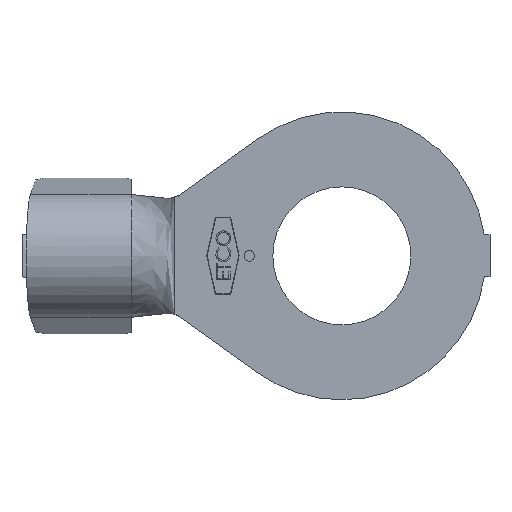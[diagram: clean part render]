
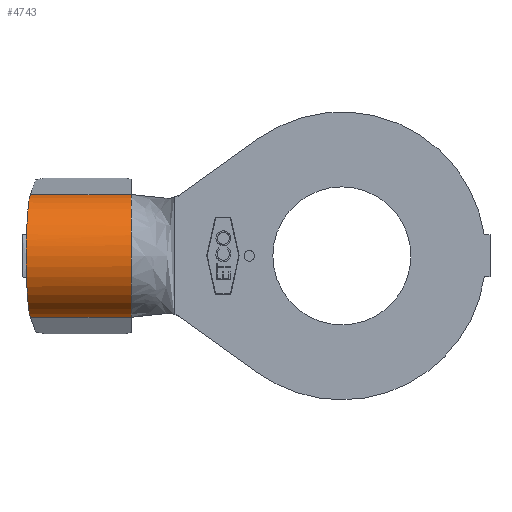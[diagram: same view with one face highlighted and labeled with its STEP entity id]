
A CAD part, front view. The second image highlights one B-rep face of the part: STEP entity #4743.
In plain terms, the highlighted cylindrical face has radius 3.81 mm (diameter 7.62 mm), a partial arc.
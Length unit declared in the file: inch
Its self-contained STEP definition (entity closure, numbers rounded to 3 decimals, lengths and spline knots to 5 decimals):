
#51 = ORIENTED_EDGE ( 'NONE', *, *, #5683, .F. ) ;
#152 = VERTEX_POINT ( 'NONE', #2349 ) ;
#223 = AXIS2_PLACEMENT_3D ( 'NONE', #3310, #343, #3800 ) ;
#316 = ORIENTED_EDGE ( 'NONE', *, *, #2942, .F. ) ;
#333 = DIRECTION ( 'NONE',  ( 1., 0., 0. ) ) ;
#343 = DIRECTION ( 'NONE',  ( 1., 0., 0. ) ) ;
#347 = VECTOR ( 'NONE', #333, 39.37008 ) ;
#351 = CARTESIAN_POINT ( 'NONE',  ( -0.74434, 0.06475, 0.13371 ) ) ;
#419 =( BOUNDED_CURVE ( )  B_SPLINE_CURVE ( 3, ( #2827, #5783, #351, #3810 ),
 .UNSPECIFIED., .F., .F. ) 
 B_SPLINE_CURVE_WITH_KNOTS ( ( 4, 4 ),
 ( 3.48851, 4.47523 ),
 .UNSPECIFIED. ) 
 CURVE ( )  GEOMETRIC_REPRESENTATION_ITEM ( )  RATIONAL_B_SPLINE_CURVE ( ( 1., 0.92, 0.92, 1. ) ) 
 REPRESENTATION_ITEM ( '' )  );
#461 = VERTEX_POINT ( 'NONE', #2783 ) ;
#702 =( BOUNDED_CURVE ( )  B_SPLINE_CURVE ( 3, ( #3420, #2934, #3924, #955 ),
 .UNSPECIFIED., .F., .T. ) 
 B_SPLINE_CURVE_WITH_KNOTS ( ( 4, 4 ),
 ( 1.80796, 2.79468 ),
 .UNSPECIFIED. ) 
 CURVE ( )  GEOMETRIC_REPRESENTATION_ITEM ( )  RATIONAL_B_SPLINE_CURVE ( ( 1., 0.92, 0.92, 1. ) ) 
 REPRESENTATION_ITEM ( '' )  );
#713 = DIRECTION ( 'NONE',  ( 1., 0., 0. ) ) ;
#955 = CARTESIAN_POINT ( 'NONE',  ( -0.74922, 0.00894, -0.051 ) ) ;
#1263 = CARTESIAN_POINT ( 'NONE',  ( -0.73996, 0.11476, -0.1458 ) ) ;
#1461 = VERTEX_POINT ( 'NONE', #2441 ) ;
#1527 = CARTESIAN_POINT ( 'NONE',  ( -0.74922, 0.00894, -0.051 ) ) ;
#1613 = EDGE_CURVE ( 'NONE', #5932, #4489, #3887, .T. ) ;
#1661 = CYLINDRICAL_SURFACE ( 'NONE', #5452, 0.15 ) ;
#1935 = ORIENTED_EDGE ( 'NONE', *, *, #2657, .F. ) ;
#2048 = CARTESIAN_POINT ( 'NONE',  ( -0.75027, -0.0031, 0.0177 ) ) ;
#2111 = FACE_OUTER_BOUND ( 'NONE', #6259, .T. ) ;
#2200 = DIRECTION ( 'NONE',  ( 0., 0., -1. ) ) ;
#2297 = CARTESIAN_POINT ( 'NONE',  ( -0.75, 0.11476, -0.1458 ) ) ;
#2349 = CARTESIAN_POINT ( 'NONE',  ( -0.73996, 0.11476, 0.1458 ) ) ;
#2441 = CARTESIAN_POINT ( 'NONE',  ( -0.5, 0.11476, -0.1458 ) ) ;
#2474 = LINE ( 'NONE', #3526, #5286 ) ;
#2657 = EDGE_CURVE ( 'NONE', #461, #1461, #3331, .T. ) ;
#2783 = CARTESIAN_POINT ( 'NONE',  ( -0.5, 0.11476, 0.1458 ) ) ;
#2827 = CARTESIAN_POINT ( 'NONE',  ( -0.74922, 0.00894, 0.051 ) ) ;
#2934 = CARTESIAN_POINT ( 'NONE',  ( -0.74434, 0.06475, -0.13371 ) ) ;
#2942 = EDGE_CURVE ( 'NONE', #152, #461, #2474, .T. ) ;
#3045 = CARTESIAN_POINT ( 'NONE',  ( -0.74922, 0.00894, 0.051 ) ) ;
#3058 = VERTEX_POINT ( 'NONE', #1263 ) ;
#3130 = ORIENTED_EDGE ( 'NONE', *, *, #3813, .F. ) ;
#3310 = CARTESIAN_POINT ( 'NONE',  ( -0.5, 0.15, 0. ) ) ;
#3331 = CIRCLE ( 'NONE', #223, 0.15 ) ;
#3394 = ORIENTED_EDGE ( 'NONE', *, *, #4274, .T. ) ;
#3420 = CARTESIAN_POINT ( 'NONE',  ( -0.73996, 0.11476, -0.1458 ) ) ;
#3526 = CARTESIAN_POINT ( 'NONE',  ( -0.75, 0.11476, 0.1458 ) ) ;
#3800 = DIRECTION ( 'NONE',  ( 0., 0., -1. ) ) ;
#3810 = CARTESIAN_POINT ( 'NONE',  ( -0.73996, 0.11476, 0.1458 ) ) ;
#3813 = EDGE_CURVE ( 'NONE', #3058, #5932, #702, .T. ) ;
#3887 =( BOUNDED_CURVE ( )  B_SPLINE_CURVE ( 3, ( #5992, #5513, #2048, #3045 ),
 .UNSPECIFIED., .F., .T. ) 
 B_SPLINE_CURVE_WITH_KNOTS ( ( 4, 4 ),
 ( 2.79468, 3.48851 ),
 .UNSPECIFIED. ) 
 CURVE ( )  GEOMETRIC_REPRESENTATION_ITEM ( )  RATIONAL_B_SPLINE_CURVE ( ( 1., 0.96, 0.96, 1. ) ) 
 REPRESENTATION_ITEM ( '' )  );
#3924 = CARTESIAN_POINT ( 'NONE',  ( -0.74769, 0.02643, -0.09938 ) ) ;
#4274 = EDGE_CURVE ( 'NONE', #3058, #1461, #5611, .T. ) ;
#4428 = ORIENTED_EDGE ( 'NONE', *, *, #1613, .F. ) ;
#4489 = VERTEX_POINT ( 'NONE', #6404 ) ;
#4598 = DIRECTION ( 'NONE',  ( 1., 0., 0. ) ) ;
#4677 = CARTESIAN_POINT ( 'NONE',  ( -0.75, 0.15, 0. ) ) ;
#4743 = ADVANCED_FACE ( 'NONE', ( #2111 ), #1661, .T. ) ;
#5286 = VECTOR ( 'NONE', #4598, 39.37008 ) ;
#5452 = AXIS2_PLACEMENT_3D ( 'NONE', #4677, #713, #2200 ) ;
#5513 = CARTESIAN_POINT ( 'NONE',  ( -0.75027, -0.0031, -0.0177 ) ) ;
#5611 = LINE ( 'NONE', #2297, #347 ) ;
#5683 = EDGE_CURVE ( 'NONE', #4489, #152, #419, .T. ) ;
#5783 = CARTESIAN_POINT ( 'NONE',  ( -0.74769, 0.02643, 0.09938 ) ) ;
#5932 = VERTEX_POINT ( 'NONE', #1527 ) ;
#5992 = CARTESIAN_POINT ( 'NONE',  ( -0.74922, 0.00894, -0.051 ) ) ;
#6259 = EDGE_LOOP ( 'NONE', ( #3130, #3394, #1935, #316, #51, #4428 ) ) ;
#6404 = CARTESIAN_POINT ( 'NONE',  ( -0.74922, 0.00894, 0.051 ) ) ;
